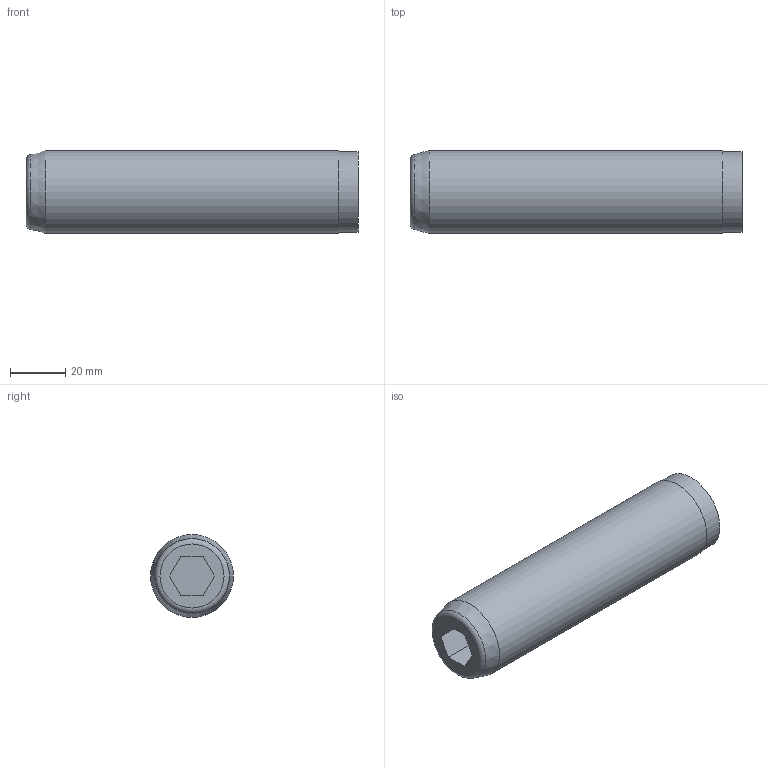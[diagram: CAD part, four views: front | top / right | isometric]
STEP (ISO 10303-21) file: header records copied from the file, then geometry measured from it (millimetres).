
FILE_DESCRIPTION(('STEP AP214'),'1');
FILE_NAME('T074-30x120.stp','2023-10-05T06:40:19',(' '),(' '),'Spatial InterOp 3D',' ',' ');
FILE_SCHEMA(('automotive_design'));
Length unit declared in the file: metre
Products named in the file (1): 1
Bounding box: 120 x 30 x 30 mm (x, y, z)
Volume: 78105.4 mm3; surface area: 15462.8 mm2
Topology: 1 solids, 1 shells, 21 faces, 45 edges, 29 vertices
Faces by surface type: plane 13, cylinder 5, cone 2, torus 1
Full cylindrical faces by diameter (mm): 14 x1, 29.25 x1, 30 x1
Entity records: 907 total; most frequent: DIRECTION 94, CARTESIAN_POINT 89, ORIENTED_EDGE 76, STYLED_ITEM 59, PRESENTATION_STYLE_ASSIGNMENT 59, COLOUR_RGB 59, EDGE_CURVE 38, CURVE_STYLE 38
